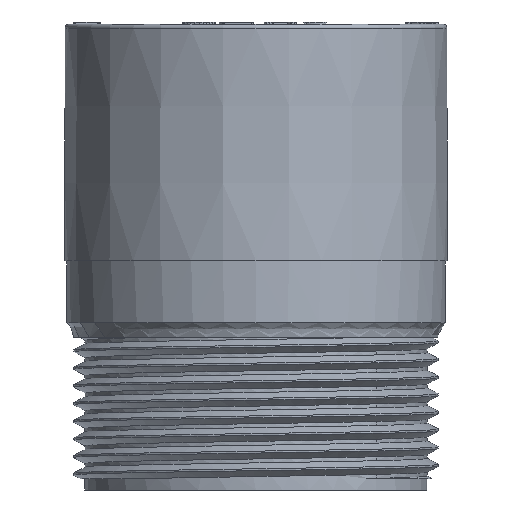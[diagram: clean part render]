
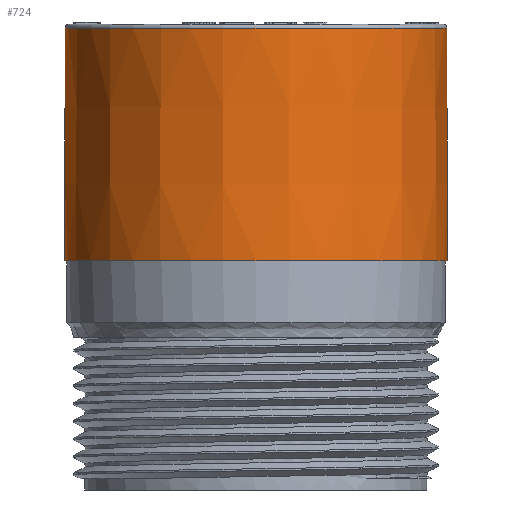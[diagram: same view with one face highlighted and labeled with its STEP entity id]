
A CAD part, left-side view. The second image highlights one B-rep face of the part: STEP entity #724.
In plain terms, the highlighted conical face has half-angle 0.092 degrees and reference radius 25.05 mm.
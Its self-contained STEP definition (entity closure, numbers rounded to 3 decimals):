
#112=CONICAL_SURFACE('',#11302,25.05,0.092);
#724=ADVANCED_FACE('',(#3304,#3305),#112,.T.);
#3251=CIRCLE('',#11299,25.001);
#3252=CIRCLE('',#11301,25.05);
#3304=FACE_BOUND('',#3374,.T.);
#3305=FACE_BOUND('',#3375,.T.);
#3374=EDGE_LOOP('',(#4446));
#3375=EDGE_LOOP('',(#4447));
#4446=ORIENTED_EDGE('',*,*,#8959,.T.);
#4447=ORIENTED_EDGE('',*,*,#8958,.T.);
#7822=VERTEX_POINT('',#18620);
#7823=VERTEX_POINT('',#18623);
#8958=EDGE_CURVE('',#7822,#7822,#3251,.T.);
#8959=EDGE_CURVE('',#7823,#7823,#3252,.T.);
#11299=AXIS2_PLACEMENT_3D('',#18619,#11895,#11896);
#11301=AXIS2_PLACEMENT_3D('',#18622,#11899,#11900);
#11302=AXIS2_PLACEMENT_3D('',#18624,#11901,#11902);
#11895=DIRECTION('',(0.,0.,-1.));
#11896=DIRECTION('',(0.,1.,0.));
#11899=DIRECTION('',(0.,0.,1.));
#11900=DIRECTION('',(0.,1.,0.));
#11901=DIRECTION('',(0.,0.,-1.));
#11902=DIRECTION('',(0.,-1.,0.));
#18619=CARTESIAN_POINT('',(-131.,423.5,45.005));
#18620=CARTESIAN_POINT('',(-131.,448.501,45.005));
#18622=CARTESIAN_POINT('',(-131.,423.5,14.504));
#18623=CARTESIAN_POINT('',(-131.,448.55,14.504));
#18624=CARTESIAN_POINT('',(-131.,423.5,14.504));
